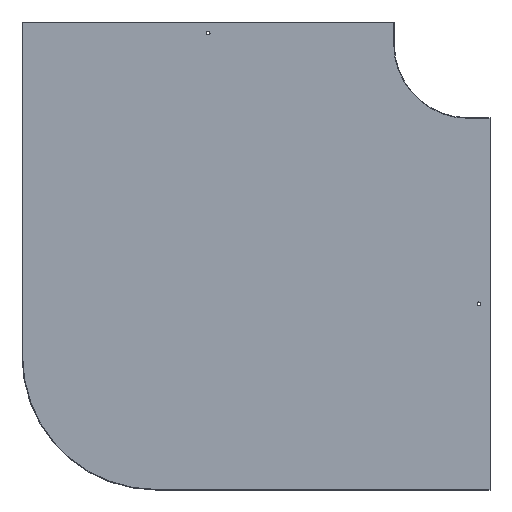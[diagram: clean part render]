
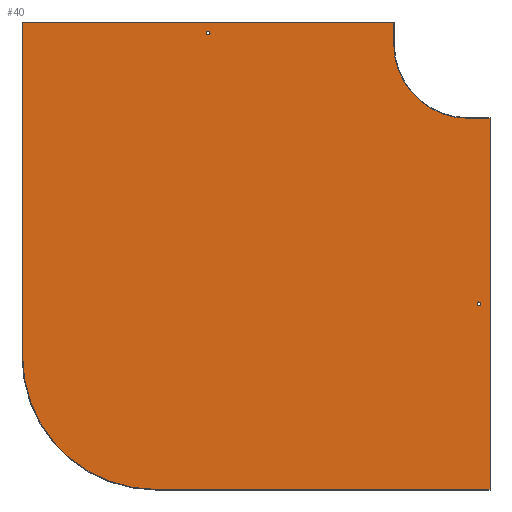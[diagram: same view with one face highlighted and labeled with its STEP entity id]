
A CAD part, front view. The second image highlights one B-rep face of the part: STEP entity #40.
In plain terms, the highlighted planar face has unit normal (0, -1, 0).
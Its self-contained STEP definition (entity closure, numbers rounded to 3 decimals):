
#7 = CARTESIAN_POINT ( 'NONE',  ( 380., 0., -129.8 ) ) ;
#16 = CARTESIAN_POINT ( 'NONE',  ( 365., 0., -382.5 ) ) ;
#30 = CARTESIAN_POINT ( 'NONE',  ( 0., 0., -17.5 ) ) ;
#40 = ADVANCED_FACE ( 'NONE', ( #250, #253, #251 ), #595, .F. ) ;
#77 = AXIS2_PLACEMENT_3D ( 'NONE', #597, #605, #633 ) ;
#92 = AXIS2_PLACEMENT_3D ( 'NONE', #392, #391, #390 ) ;
#95 = AXIS2_PLACEMENT_3D ( 'NONE', #361, #358, #353 ) ;
#97 = AXIS2_PLACEMENT_3D ( 'NONE', #378, #377, #395 ) ;
#98 = AXIS2_PLACEMENT_3D ( 'NONE', #523, #522, #521 ) ;
#105 = EDGE_CURVE ( 'NONE', #663, #661, #283, .T. ) ;
#106 = EDGE_CURVE ( 'NONE', #665, #663, #280, .T. ) ;
#119 = EDGE_CURVE ( 'NONE', #661, #658, #295, .T. ) ;
#125 = EDGE_CURVE ( 'NONE', #678, #684, #309, .T. ) ;
#126 = EDGE_CURVE ( 'NONE', #684, #509, #307, .T. ) ;
#127 = EDGE_CURVE ( 'NONE', #679, #665, #311, .T. ) ;
#133 = EDGE_CURVE ( 'NONE', #458, #458, #411, .T. ) ;
#139 = EDGE_CURVE ( 'NONE', #509, #679, #421, .T. ) ;
#141 = EDGE_CURVE ( 'NONE', #658, #678, #405, .T. ) ;
#152 = EDGE_CURVE ( 'NONE', #462, #462, #444, .T. ) ;
#195 = EDGE_LOOP ( 'NONE', ( #238 ) ) ;
#200 = ORIENTED_EDGE ( 'NONE', *, *, #125, .F. ) ;
#201 = ORIENTED_EDGE ( 'NONE', *, *, #141, .F. ) ;
#202 = ORIENTED_EDGE ( 'NONE', *, *, #119, .F. ) ;
#203 = ORIENTED_EDGE ( 'NONE', *, *, #152, .F. ) ;
#237 = ORIENTED_EDGE ( 'NONE', *, *, #105, .F. ) ;
#238 = ORIENTED_EDGE ( 'NONE', *, *, #133, .F. ) ;
#239 = ORIENTED_EDGE ( 'NONE', *, *, #127, .F. ) ;
#241 = ORIENTED_EDGE ( 'NONE', *, *, #106, .F. ) ;
#242 = ORIENTED_EDGE ( 'NONE', *, *, #126, .F. ) ;
#250 = FACE_BOUND ( 'NONE', #689, .T. ) ;
#251 = FACE_OUTER_BOUND ( 'NONE', #687, .T. ) ;
#253 = FACE_BOUND ( 'NONE', #195, .T. ) ;
#280 = LINE ( 'NONE', #630, #284 ) ;
#283 = LINE ( 'NONE', #598, #285 ) ;
#284 = VECTOR ( 'NONE', #579, 1000. ) ;
#285 = VECTOR ( 'NONE', #629, 1000. ) ;
#295 = LINE ( 'NONE', #564, #300 ) ;
#300 = VECTOR ( 'NONE', #550, 1000. ) ;
#307 = LINE ( 'NONE', #532, #312 ) ;
#309 = LINE ( 'NONE', #536, #310 ) ;
#310 = VECTOR ( 'NONE', #546, 1000. ) ;
#311 = CIRCLE ( 'NONE', #98, 179.2 ) ;
#312 = VECTOR ( 'NONE', #526, 1000. ) ;
#317 = CARTESIAN_POINT ( 'NONE',  ( -250.2, 0., -451. ) ) ;
#321 = CARTESIAN_POINT ( 'NONE',  ( 250.2, 0., -30. ) ) ;
#324 = CARTESIAN_POINT ( 'NONE',  ( 250.2, 0., 0. ) ) ;
#325 = CARTESIAN_POINT ( 'NONE',  ( -250.2, 0., 0. ) ) ;
#334 = DIRECTION ( 'NONE',  ( -1., 0., 0. ) ) ;
#339 = CARTESIAN_POINT ( 'NONE',  ( 380., 0., -630.2 ) ) ;
#352 = CARTESIAN_POINT ( 'NONE',  ( -71., 0., -630.2 ) ) ;
#353 = DIRECTION ( 'NONE',  ( 0., 0., 1. ) ) ;
#354 = CARTESIAN_POINT ( 'NONE',  ( 350., 0., -129.8 ) ) ;
#358 = DIRECTION ( 'NONE',  ( 0., -1., 0. ) ) ;
#361 = CARTESIAN_POINT ( 'NONE',  ( 350., 0., -30. ) ) ;
#374 = CARTESIAN_POINT ( 'NONE',  ( -71., 0., -630.2 ) ) ;
#377 = DIRECTION ( 'NONE',  ( 0., -1., 0. ) ) ;
#378 = CARTESIAN_POINT ( 'NONE',  ( 0., 0., -15. ) ) ;
#390 = DIRECTION ( 'NONE',  ( 0., 0., -1. ) ) ;
#391 = DIRECTION ( 'NONE',  ( 0., -1., 0. ) ) ;
#392 = CARTESIAN_POINT ( 'NONE',  ( 365., 0., -380. ) ) ;
#395 = DIRECTION ( 'NONE',  ( 0., 0., -1. ) ) ;
#405 = CIRCLE ( 'NONE', #95, 99.8 ) ;
#411 = CIRCLE ( 'NONE', #97, 2.5 ) ;
#421 = LINE ( 'NONE', #374, #424 ) ;
#424 = VECTOR ( 'NONE', #334, 1000. ) ;
#444 = CIRCLE ( 'NONE', #92, 2.5 ) ;
#458 = VERTEX_POINT ( 'NONE', #30 ) ;
#462 = VERTEX_POINT ( 'NONE', #16 ) ;
#509 = VERTEX_POINT ( 'NONE', #339 ) ;
#521 = DIRECTION ( 'NONE',  ( 0., 0., 1. ) ) ;
#522 = DIRECTION ( 'NONE',  ( 0., 1., 0. ) ) ;
#523 = CARTESIAN_POINT ( 'NONE',  ( -71., 0., -451. ) ) ;
#526 = DIRECTION ( 'NONE',  ( 0., 0., -1. ) ) ;
#532 = CARTESIAN_POINT ( 'NONE',  ( 380., 0., -631. ) ) ;
#536 = CARTESIAN_POINT ( 'NONE',  ( -71., 0., -129.8 ) ) ;
#546 = DIRECTION ( 'NONE',  ( 1., 0., 0. ) ) ;
#550 = DIRECTION ( 'NONE',  ( 0., 0., -1. ) ) ;
#564 = CARTESIAN_POINT ( 'NONE',  ( 250.2, 0., -451. ) ) ;
#579 = DIRECTION ( 'NONE',  ( 0., 0., 1. ) ) ;
#595 = PLANE ( 'NONE',  #77 ) ;
#597 = CARTESIAN_POINT ( 'NONE',  ( -71., 0., -451. ) ) ;
#598 = CARTESIAN_POINT ( 'NONE',  ( -251., 0., 0. ) ) ;
#605 = DIRECTION ( 'NONE',  ( 0., 1., 0. ) ) ;
#629 = DIRECTION ( 'NONE',  ( 1., 0., 0. ) ) ;
#630 = CARTESIAN_POINT ( 'NONE',  ( -250.2, 0., -451. ) ) ;
#633 = DIRECTION ( 'NONE',  ( 0., 0., 1. ) ) ;
#638 = ORIENTED_EDGE ( 'NONE', *, *, #139, .F. ) ;
#658 = VERTEX_POINT ( 'NONE', #321 ) ;
#661 = VERTEX_POINT ( 'NONE', #324 ) ;
#663 = VERTEX_POINT ( 'NONE', #325 ) ;
#665 = VERTEX_POINT ( 'NONE', #317 ) ;
#678 = VERTEX_POINT ( 'NONE', #354 ) ;
#679 = VERTEX_POINT ( 'NONE', #352 ) ;
#684 = VERTEX_POINT ( 'NONE', #7 ) ;
#687 = EDGE_LOOP ( 'NONE', ( #202, #237, #241, #239, #638, #242, #200, #201 ) ) ;
#689 = EDGE_LOOP ( 'NONE', ( #203 ) ) ;
